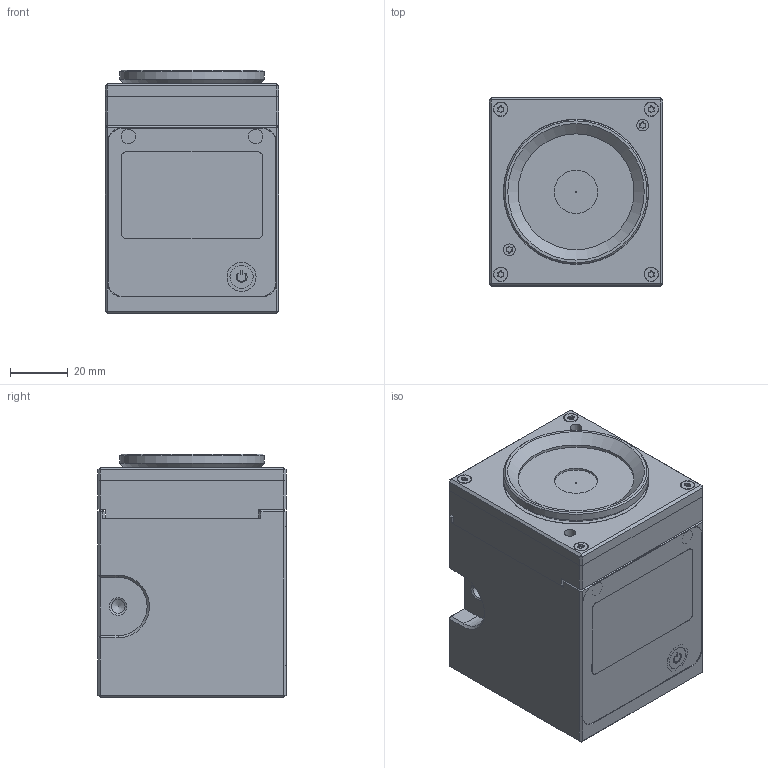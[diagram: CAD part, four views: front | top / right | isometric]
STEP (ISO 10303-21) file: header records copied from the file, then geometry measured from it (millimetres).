
FILE_DESCRIPTION(/* description */ (''),/* implementation_level */ '2;1');
FILE_NAME(/* name */ 'CUBE-M',/* time_stamp */ '2017-11-28T15:47:23+01:00',/* author */ (''),/* organization */ (''),/* preprocessor_version */ 'ST-DEVELOPER v16.5',/* originating_system */ 'HiCAD 2016 2102.3 Build 808',/* authorisation */ '');
FILE_SCHEMA (('AUTOMOTIVE_DESIGN { 1 0 10303 214 1 1 1 1 }'));
Length unit declared in the file: millimetre
Products named in the file (41): Root; Gehäuse_Baugruppe; kborC9D4rlcb; Magnet-5x3; PWC-Gehäuse; Frontpanel_Baugruppe; Display_Baugruppe; BACKLIGHT; TRÄGERGLAS; DECKGLAS; ZWISCHENLAGEN; Displayfolie; Sichtglas; Druckknopf; Schrift; HiCADRef:504705474_PWC-DISPLAY-ABDECKUNG; Objektiv_Baugruppe; Schutzglas 30mm; ISO 14579-M2.x10-A2-70_Zylinderkopfschrauben; Normteilgruppe _0; ISO 14581-M2.5x8-4.8_Senkschrauben_0; ISO 14581-M2.5x4-4.8_Senkschrauben_0; O-Ring 26x1 FKM; PWC-Objetiv-Schutzglashalter; PWC-Objektiv-Deckplatte; Einricht-Tool-Objektiv_Baugruppe; Magnet-2x1; PWC-Einrichtdeckel; PWC-Objektiv-Körper
Assembly tree (40 placements, depth 5):
  Root
    Gehäuse_Baugruppe
      kborC9D4rlcb
      Magnet-5x3
      Magnet-5x3
      Magnet-5x3
      Magnet-5x3
      PWC-Gehäuse
    Frontpanel_Baugruppe
      Display_Baugruppe
        BACKLIGHT
        TRÄGERGLAS
        DECKGLAS
        ZWISCHENLAGEN
      Displayfolie
        Sichtglas
        Druckknopf
          Schrift
      HiCADRef:504705474_PWC-DISPLAY-ABDECKUNG
    Objektiv_Baugruppe
      Schutzglas 30mm
      ISO 14579-M2.x10-A2-70_Zylinderkopfschrauben
      ISO 14579-M2.x10-A2-70_Zylinderkopfschrauben
      Normteilgruppe _0
        ISO 14581-M2.5x8-4.8_Senkschrauben_0
        ISO 14581-M2.5x8-4.8_Senkschrauben_0
        ISO 14581-M2.5x8-4.8_Senkschrauben_0
        ISO 14581-M2.5x8-4.8_Senkschrauben_0
      Normteilgruppe _0
        ISO 14581-M2.5x4-4.8_Senkschrauben_0
        ISO 14581-M2.5x4-4.8_Senkschrauben_0
        ISO 14581-M2.5x4-4.8_Senkschrauben_0
      O-Ring 26x1 FKM
      PWC-Objetiv-Schutzglashalter
      PWC-Objektiv-Deckplatte
      Einricht-Tool-Objektiv_Baugruppe
        Magnet-2x1
        Magnet-2x1
        Magnet-2x1
        PWC-Einrichtdeckel
      PWC-Objektiv-Körper
Bounding box: 60 x 65 x 84.05 mm (x, y, z)
Volume: 306044.9 mm3; surface area: 90352.2 mm2
Topology: 34 solids, 34 shells, 719 faces, 1670 edges, 1072 vertices
Faces by surface type: plane 345, cylinder 299, cone 65, torus 6, sphere 4
Full cylindrical faces by diameter (mm): 0.48 x4, 0.5 x4, 0.6 x1, 0.7 x4, 2 x6, 2.05 x3, 2.5 x9, 2.7 x9, 2.9 x2, 4 x2, 4.25 x1, 4.3 x1, 4.387 x1, 4.5 x2, 4.7 x7, 4.773 x1, 5 x20, 5.5 x2, 8 x2, 9 x1, 15 x1, 24 x2, 26 x1, 29 x1, 30 x1, 30.1 x2, 34 x1, 35 x1, 40 x2, 48.8 x1
Entity records: 19939 total; most frequent: DIRECTION 3676, CARTESIAN_POINT 3380, ORIENTED_EDGE 2894, AXIS2_PLACEMENT_3D 1454, EDGE_CURVE 1447, VERTEX_POINT 1014, FACE_BOUND 981, EDGE_LOOP 978
